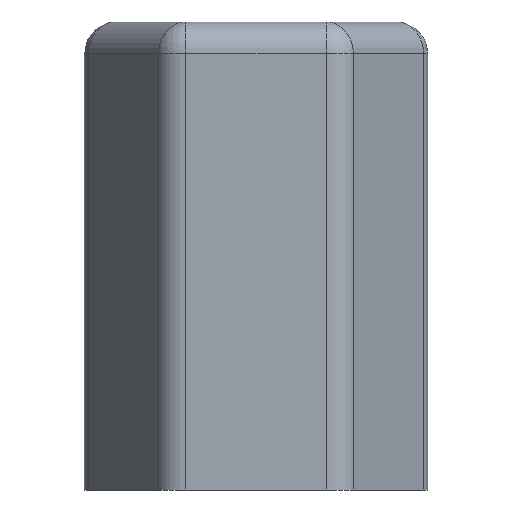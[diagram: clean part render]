
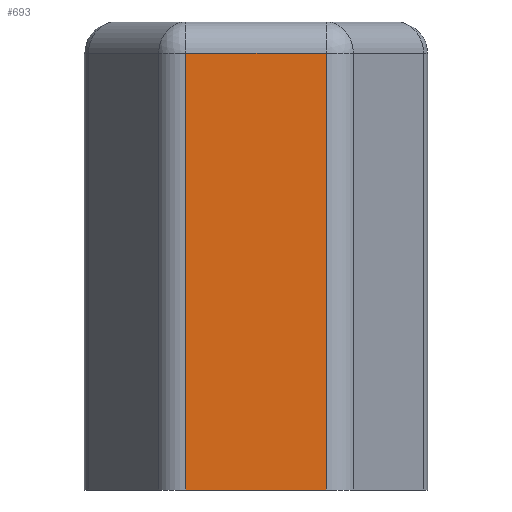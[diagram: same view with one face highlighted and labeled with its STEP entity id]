
A CAD part, front view. The second image highlights one B-rep face of the part: STEP entity #693.
In plain terms, the highlighted planar face has unit normal (0, -1, 0).
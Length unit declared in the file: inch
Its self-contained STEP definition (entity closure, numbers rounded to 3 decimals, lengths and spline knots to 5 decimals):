
#33=PLANE('',#783);
#73=FACE_OUTER_BOUND('',#117,.T.);
#117=EDGE_LOOP('',(#562,#563,#564,#565));
#214=LINE('',#1395,#255);
#218=LINE('',#1420,#259);
#220=LINE('',#1423,#261);
#226=LINE('',#1435,#267);
#255=VECTOR('',#913,0.3937);
#259=VECTOR('',#943,0.3937);
#261=VECTOR('',#947,0.3937);
#267=VECTOR('',#965,0.3937);
#320=VERTEX_POINT('',#1385);
#322=VERTEX_POINT('',#1391);
#329=VERTEX_POINT('',#1413);
#331=VERTEX_POINT('',#1418);
#401=EDGE_CURVE('',#320,#322,#214,.T.);
#413=EDGE_CURVE('',#331,#329,#218,.T.);
#415=EDGE_CURVE('',#329,#320,#220,.T.);
#421=EDGE_CURVE('',#322,#331,#226,.T.);
#562=ORIENTED_EDGE('',*,*,#401,.F.);
#563=ORIENTED_EDGE('',*,*,#415,.F.);
#564=ORIENTED_EDGE('',*,*,#413,.F.);
#565=ORIENTED_EDGE('',*,*,#421,.F.);
#693=ADVANCED_FACE('',(#73),#33,.T.);
#783=AXIS2_PLACEMENT_3D('',#1434,#963,#964);
#913=DIRECTION('',(0.,0.,-1.));
#943=DIRECTION('',(0.,0.,1.));
#947=DIRECTION('',(1.,0.,0.));
#963=DIRECTION('center_axis',(0.,-1.,0.));
#964=DIRECTION('ref_axis',(1.,0.,0.));
#965=DIRECTION('',(-1.,0.,0.));
#1385=CARTESIAN_POINT('',(0.11258,0.49319,1.45));
#1391=CARTESIAN_POINT('',(0.11258,0.49319,0.75));
#1395=CARTESIAN_POINT('',(0.11258,0.49319,1.));
#1413=CARTESIAN_POINT('',(-0.11258,0.49319,1.45));
#1418=CARTESIAN_POINT('',(-0.11258,0.49319,0.75));
#1420=CARTESIAN_POINT('',(-0.11258,0.49319,1.));
#1423=CARTESIAN_POINT('',(-0.07073,0.49319,1.45));
#1434=CARTESIAN_POINT('Origin',(-0.14145,0.49319,1.));
#1435=CARTESIAN_POINT('',(0.14145,0.49319,0.75));
